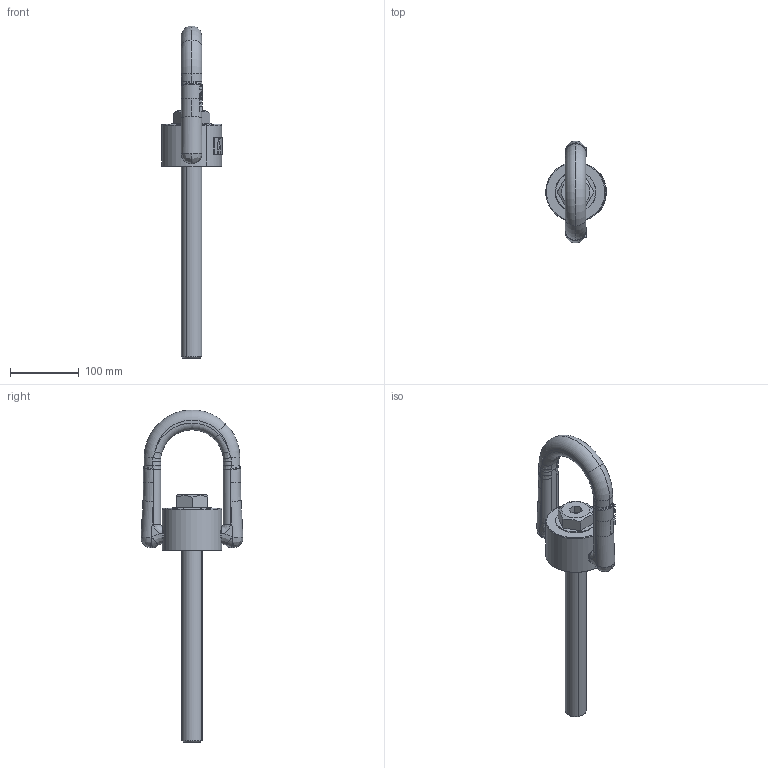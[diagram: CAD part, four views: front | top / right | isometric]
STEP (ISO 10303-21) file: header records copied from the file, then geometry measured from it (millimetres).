
FILE_DESCRIPTION(('CATIA V5 STEP Exchange'),'2;1');
FILE_NAME('8-231-078_340L.stp','2017-09-25T05:41:49+00:00',('none'),('none'),'CATIA Version 5 Release 21 GA (IN-10)','CATIA V5 STEP AP203','none');
FILE_SCHEMA(('CONFIG_CONTROL_DESIGN'));
Length unit declared in the file: millimetre
Products named in the file (1): 8-231-078
Bounding box: 87.99 x 147.94 x 481.88 mm (x, y, z)
Volume: 878973.3 mm3; surface area: 97199.2 mm2
Topology: 1 solids, 1 shells, 450 faces, 1259 edges, 817 vertices
Faces by surface type: plane 324, cylinder 52, bspline 40, torus 24, cone 8, extrusion 2
Entity records: 21005 total; most frequent: CARTESIAN_POINT 10929, ORIENTED_EDGE 2512, DIRECTION 1385, EDGE_CURVE 1256, VERTEX_POINT 817, B_SPLINE_CURVE_WITH_KNOTS 591, VECTOR 555, LINE 553
